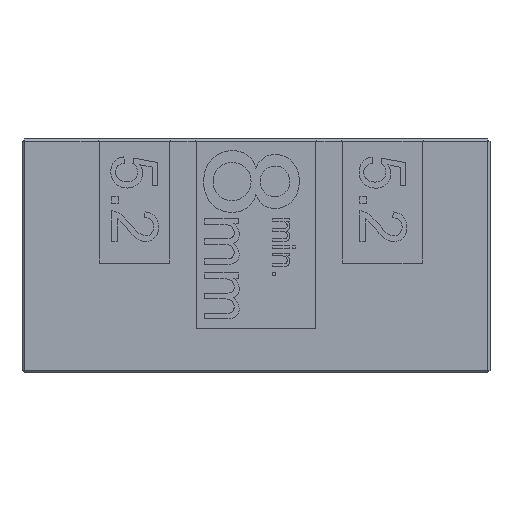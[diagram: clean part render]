
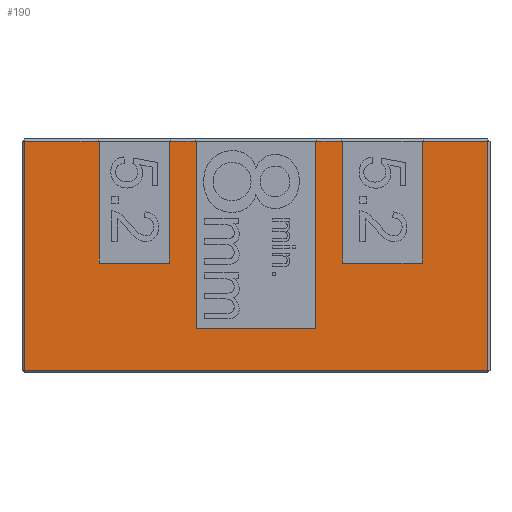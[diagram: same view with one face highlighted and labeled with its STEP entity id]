
A CAD part, left-side view. The second image highlights one B-rep face of the part: STEP entity #190.
In plain terms, the highlighted planar face has unit normal (-1, 0, 0).
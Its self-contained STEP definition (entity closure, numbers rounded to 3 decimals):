
#55=CARTESIAN_POINT('',(-10.,0.,10.));
#56=DIRECTION('',(-1.,0.,0.));
#57=DIRECTION('',(0.,0.,1.));
#58=AXIS2_PLACEMENT_3D('',#55,#56,#57);
#59=PLANE('',#58);
#60=CARTESIAN_POINT('',(-10.,-2.553,1.9));
#61=VERTEX_POINT('',#60);
#62=CARTESIAN_POINT('',(-10.,-2.553,9.9));
#63=VERTEX_POINT('',#62);
#64=CARTESIAN_POINT('',(-10.,-2.553,1.9));
#65=DIRECTION('',(0.,0.,1.));
#66=VECTOR('',#65,8.);
#67=LINE('',#64,#66);
#68=EDGE_CURVE('',#61,#63,#67,.T.);
#69=ORIENTED_EDGE('',*,*,#68,.F.);
#70=CARTESIAN_POINT('',(-10.,2.553,1.9));
#71=VERTEX_POINT('',#70);
#72=CARTESIAN_POINT('',(-10.,-2.553,1.9));
#73=DIRECTION('',(0.,1.,-0.));
#74=VECTOR('',#73,5.105);
#75=LINE('',#72,#74);
#76=EDGE_CURVE('',#61,#71,#75,.T.);
#77=ORIENTED_EDGE('',*,*,#76,.T.);
#78=CARTESIAN_POINT('',(-10.,2.553,9.9));
#79=VERTEX_POINT('',#78);
#80=CARTESIAN_POINT('',(-10.,2.553,9.9));
#81=DIRECTION('',(0.,0.,-1.));
#82=VECTOR('',#81,8.);
#83=LINE('',#80,#82);
#84=EDGE_CURVE('',#79,#71,#83,.T.);
#85=ORIENTED_EDGE('',*,*,#84,.F.);
#86=CARTESIAN_POINT('',(-10.,3.7,9.9));
#87=VERTEX_POINT('',#86);
#88=CARTESIAN_POINT('',(-10.,2.553,9.9));
#89=DIRECTION('',(0.,1.,0.));
#90=VECTOR('',#89,1.147);
#91=LINE('',#88,#90);
#92=EDGE_CURVE('',#79,#87,#91,.T.);
#93=ORIENTED_EDGE('',*,*,#92,.T.);
#94=CARTESIAN_POINT('',(-10.,3.7,4.7));
#95=VERTEX_POINT('',#94);
#96=CARTESIAN_POINT('',(-10.,3.7,9.9));
#97=DIRECTION('',(0.,-0.,-1.));
#98=VECTOR('',#97,5.2);
#99=LINE('',#96,#98);
#100=EDGE_CURVE('',#87,#95,#99,.T.);
#101=ORIENTED_EDGE('',*,*,#100,.T.);
#102=CARTESIAN_POINT('',(-10.,6.7,4.7));
#103=VERTEX_POINT('',#102);
#104=CARTESIAN_POINT('',(-10.,3.7,4.7));
#105=DIRECTION('',(0.,1.,-0.));
#106=VECTOR('',#105,3.);
#107=LINE('',#104,#106);
#108=EDGE_CURVE('',#95,#103,#107,.T.);
#109=ORIENTED_EDGE('',*,*,#108,.T.);
#110=CARTESIAN_POINT('',(-10.,6.7,9.9));
#111=VERTEX_POINT('',#110);
#112=CARTESIAN_POINT('',(-10.,6.7,4.7));
#113=DIRECTION('',(0.,0.,1.));
#114=VECTOR('',#113,5.2);
#115=LINE('',#112,#114);
#116=EDGE_CURVE('',#103,#111,#115,.T.);
#117=ORIENTED_EDGE('',*,*,#116,.T.);
#118=CARTESIAN_POINT('',(-10.,9.9,9.9));
#119=VERTEX_POINT('',#118);
#120=CARTESIAN_POINT('',(-10.,6.7,9.9));
#121=DIRECTION('',(0.,1.,0.));
#122=VECTOR('',#121,3.2);
#123=LINE('',#120,#122);
#124=EDGE_CURVE('',#111,#119,#123,.T.);
#125=ORIENTED_EDGE('',*,*,#124,.T.);
#126=CARTESIAN_POINT('',(-10.,9.9,0.1));
#127=VERTEX_POINT('',#126);
#128=CARTESIAN_POINT('',(-10.,9.9,9.9));
#129=DIRECTION('',(0.,0.,-1.));
#130=VECTOR('',#129,9.8);
#131=LINE('',#128,#130);
#132=EDGE_CURVE('',#119,#127,#131,.T.);
#133=ORIENTED_EDGE('',*,*,#132,.T.);
#134=CARTESIAN_POINT('',(-10.,-9.9,0.1));
#135=VERTEX_POINT('',#134);
#136=CARTESIAN_POINT('',(-10.,9.9,0.1));
#137=DIRECTION('',(0.,-1.,0.));
#138=VECTOR('',#137,19.8);
#139=LINE('',#136,#138);
#140=EDGE_CURVE('',#127,#135,#139,.T.);
#141=ORIENTED_EDGE('',*,*,#140,.T.);
#142=CARTESIAN_POINT('',(-10.,-9.9,9.9));
#143=VERTEX_POINT('',#142);
#144=CARTESIAN_POINT('',(-10.,-9.9,0.1));
#145=DIRECTION('',(0.,0.,1.));
#146=VECTOR('',#145,9.8);
#147=LINE('',#144,#146);
#148=EDGE_CURVE('',#135,#143,#147,.T.);
#149=ORIENTED_EDGE('',*,*,#148,.T.);
#150=CARTESIAN_POINT('',(-10.,-7.1,9.9));
#151=VERTEX_POINT('',#150);
#152=CARTESIAN_POINT('',(-10.,-9.9,9.9));
#153=DIRECTION('',(0.,1.,0.));
#154=VECTOR('',#153,2.8);
#155=LINE('',#152,#154);
#156=EDGE_CURVE('',#143,#151,#155,.T.);
#157=ORIENTED_EDGE('',*,*,#156,.T.);
#158=CARTESIAN_POINT('',(-10.,-7.1,4.7));
#159=VERTEX_POINT('',#158);
#160=CARTESIAN_POINT('',(-10.,-7.1,4.7));
#161=DIRECTION('',(0.,0.,1.));
#162=VECTOR('',#161,5.2);
#163=LINE('',#160,#162);
#164=EDGE_CURVE('',#159,#151,#163,.T.);
#165=ORIENTED_EDGE('',*,*,#164,.F.);
#166=CARTESIAN_POINT('',(-10.,-3.7,4.7));
#167=VERTEX_POINT('',#166);
#168=CARTESIAN_POINT('',(-10.,-3.7,4.7));
#169=DIRECTION('',(0.,-1.,0.));
#170=VECTOR('',#169,3.4);
#171=LINE('',#168,#170);
#172=EDGE_CURVE('',#167,#159,#171,.T.);
#173=ORIENTED_EDGE('',*,*,#172,.F.);
#174=CARTESIAN_POINT('',(-10.,-3.7,9.9));
#175=VERTEX_POINT('',#174);
#176=CARTESIAN_POINT('',(-10.,-3.7,9.9));
#177=DIRECTION('',(0.,0.,-1.));
#178=VECTOR('',#177,5.2);
#179=LINE('',#176,#178);
#180=EDGE_CURVE('',#175,#167,#179,.T.);
#181=ORIENTED_EDGE('',*,*,#180,.F.);
#182=CARTESIAN_POINT('',(-10.,-3.7,9.9));
#183=DIRECTION('',(0.,1.,0.));
#184=VECTOR('',#183,1.147);
#185=LINE('',#182,#184);
#186=EDGE_CURVE('',#175,#63,#185,.T.);
#187=ORIENTED_EDGE('',*,*,#186,.T.);
#188=EDGE_LOOP('',(#69,#77,#85,#93,#101,#109,#117,#125,#133,#141,#149,#157,#165,#173,#181,#187));
#189=FACE_BOUND('',#188,.T.);
#190=ADVANCED_FACE('',(#189),#59,.T.);
